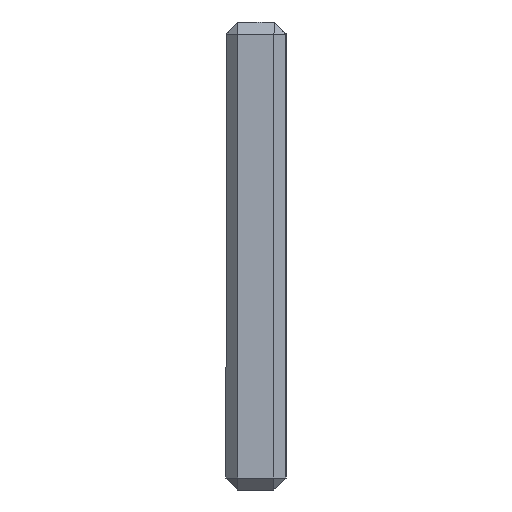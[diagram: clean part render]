
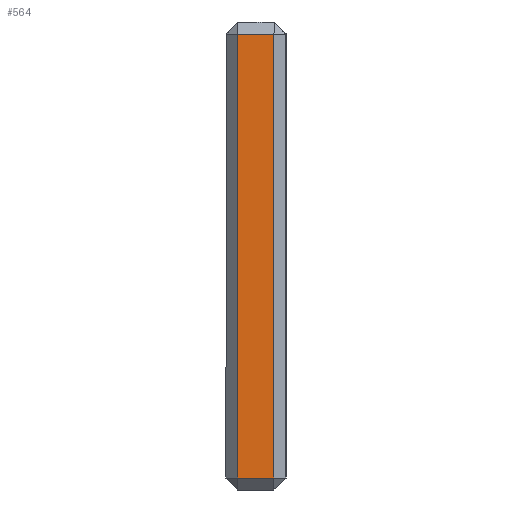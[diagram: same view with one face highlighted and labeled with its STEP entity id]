
A CAD part, left-side view. The second image highlights one B-rep face of the part: STEP entity #564.
In plain terms, the highlighted planar face has unit normal (-1, 0, 0).
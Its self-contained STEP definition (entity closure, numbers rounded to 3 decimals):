
#564 = ADVANCED_FACE ( 'NONE', ( #2363 ), #2362, .F. ) ;
#565 = EDGE_LOOP ( 'NONE', ( #566, #570, #573, #576 ) ) ;
#566 = ORIENTED_EDGE ( 'NONE', *, *, #567, .T. ) ;
#567 = EDGE_CURVE ( 'NONE', #568, #569, #2357, .T. ) ;
#568 = VERTEX_POINT ( 'NONE', #2353 ) ;
#569 = VERTEX_POINT ( 'NONE', #2352 ) ;
#570 = ORIENTED_EDGE ( 'NONE', *, *, #571, .T. ) ;
#571 = EDGE_CURVE ( 'NONE', #569, #572, #2351, .T. ) ;
#572 = VERTEX_POINT ( 'NONE', #2347 ) ;
#573 = ORIENTED_EDGE ( 'NONE', *, *, #574, .T. ) ;
#574 = EDGE_CURVE ( 'NONE', #572, #575, #2346, .T. ) ;
#575 = VERTEX_POINT ( 'NONE', #2409 ) ;
#576 = ORIENTED_EDGE ( 'NONE', *, *, #577, .T. ) ;
#577 = EDGE_CURVE ( 'NONE', #575, #568, #2408, .T. ) ;
#2344 = VECTOR ( 'NONE', #2410, 1000. ) ;
#2345 = CARTESIAN_POINT ( 'NONE',  ( -507.828, 55.5, 15. ) ) ;
#2346 = LINE ( 'NONE', #2345, #2344 ) ;
#2347 = CARTESIAN_POINT ( 'NONE',  ( -507.828, 55.5, 12. ) ) ;
#2348 = DIRECTION ( 'NONE',  ( 0., 1., 0. ) ) ;
#2349 = VECTOR ( 'NONE', #2348, 1000. ) ;
#2350 = CARTESIAN_POINT ( 'NONE',  ( -507.828, 58.5, 12. ) ) ;
#2351 = LINE ( 'NONE', #2350, #2349 ) ;
#2352 = CARTESIAN_POINT ( 'NONE',  ( -507.828, -55.5, 12. ) ) ;
#2353 = CARTESIAN_POINT ( 'NONE',  ( -507.828, -55.5, 3. ) ) ;
#2354 = DIRECTION ( 'NONE',  ( 0., 0., 1. ) ) ;
#2355 = VECTOR ( 'NONE', #2354, 1000. ) ;
#2356 = CARTESIAN_POINT ( 'NONE',  ( -507.828, -55.5, 15. ) ) ;
#2357 = LINE ( 'NONE', #2356, #2355 ) ;
#2358 = DIRECTION ( 'NONE',  ( 0., 0., -1. ) ) ;
#2359 = DIRECTION ( 'NONE',  ( 1., 0., 0. ) ) ;
#2360 = CARTESIAN_POINT ( 'NONE',  ( -507.828, 58.5, 15. ) ) ;
#2361 = AXIS2_PLACEMENT_3D ( 'NONE', #2360, #2359, #2358 ) ;
#2362 = PLANE ( 'NONE',  #2361 ) ;
#2363 = FACE_OUTER_BOUND ( 'NONE', #565, .T. ) ;
#2405 = DIRECTION ( 'NONE',  ( 0., -1., 0. ) ) ;
#2406 = VECTOR ( 'NONE', #2405, 1000. ) ;
#2407 = CARTESIAN_POINT ( 'NONE',  ( -507.828, 58.5, 3. ) ) ;
#2408 = LINE ( 'NONE', #2407, #2406 ) ;
#2409 = CARTESIAN_POINT ( 'NONE',  ( -507.828, 55.5, 3. ) ) ;
#2410 = DIRECTION ( 'NONE',  ( 0., 0., -1. ) ) ;
